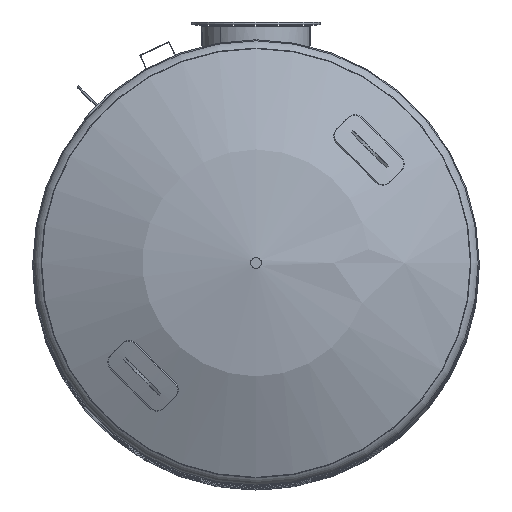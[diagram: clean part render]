
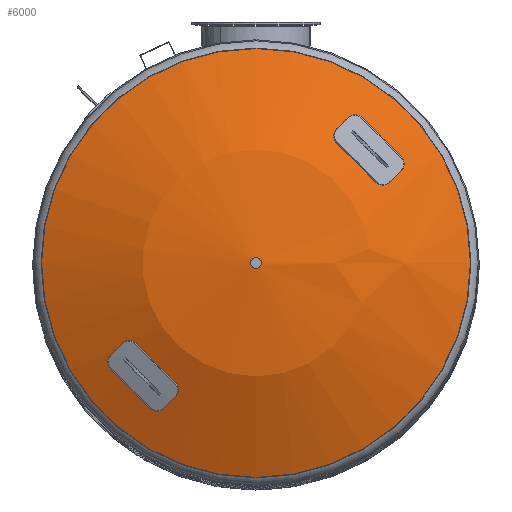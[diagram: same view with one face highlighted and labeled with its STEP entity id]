
A CAD part, top view. The second image highlights one B-rep face of the part: STEP entity #6000.
In plain terms, the highlighted spherical face has radius 2506 mm.
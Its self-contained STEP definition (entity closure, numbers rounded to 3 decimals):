
#5891=CARTESIAN_POINT('',(-30.15,0.,12527.118));
#5892=VERTEX_POINT('',#5891);
#5893=CARTESIAN_POINT('',(0.0,0.0,12527.118));
#5894=DIRECTION('',(0.0,0.0,-1.0));
#5895=DIRECTION('',(1.0,0.0,0.0));
#5896=AXIS2_PLACEMENT_3D('',#5893,#5894,#5895);
#5897=CIRCLE('',#5896,30.15);
#5898=EDGE_CURVE('',#5892,#5892,#5897,.T.);
#5981=CARTESIAN_POINT('',(0.0,0.0,10021.299));
#5982=DIRECTION('',(0.0,0.0,1.0));
#5983=DIRECTION('',(1.0,0.0,0.0));
#5984=AXIS2_PLACEMENT_3D('',#5981,#5982,#5983);
#5985=SPHERICAL_SURFACE('',#5984,2506.0);
#5986=ORIENTED_EDGE('',*,*,#5898,.T.);
#5987=EDGE_LOOP('',(#5986));
#5988=FACE_OUTER_BOUND('',#5987,.T.);
#5989=CARTESIAN_POINT('',(1203.571,0.0,12219.356));
#5990=VERTEX_POINT('',#5989);
#5991=CARTESIAN_POINT('',(0.,0.0,12219.356));
#5992=DIRECTION('',(0.0,0.0,-1.0));
#5993=DIRECTION('',(1.0,0.0,0.0));
#5994=AXIS2_PLACEMENT_3D('',#5991,#5992,#5993);
#5995=CIRCLE('',#5994,1203.571);
#5996=EDGE_CURVE('',#5990,#5990,#5995,.T.);
#5997=ORIENTED_EDGE('',*,*,#5996,.F.);
#5998=EDGE_LOOP('',(#5997));
#5999=FACE_BOUND('',#5998,.T.);
#6000=ADVANCED_FACE('',(#5988,#5999),#5985,.T.);
